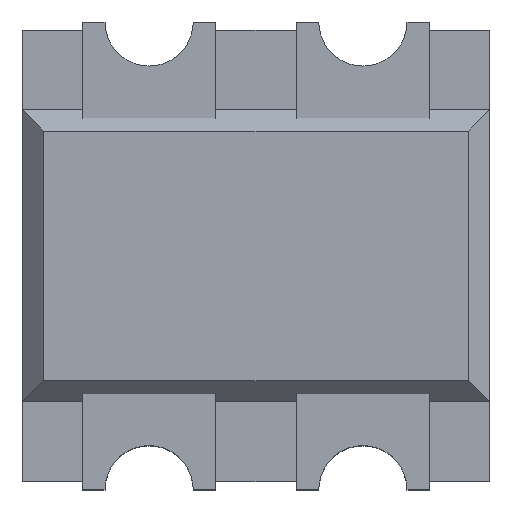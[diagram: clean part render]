
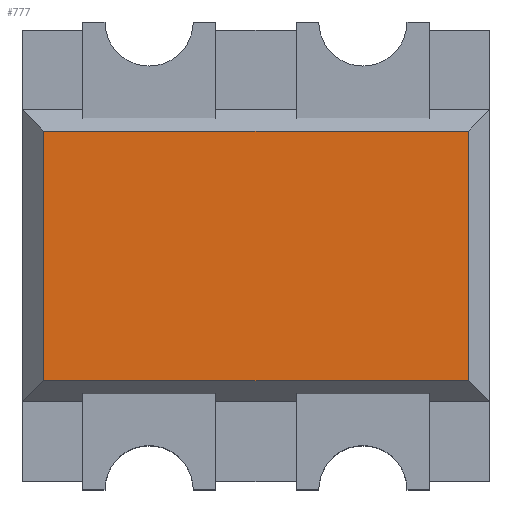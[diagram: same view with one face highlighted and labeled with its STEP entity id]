
A CAD part, top view. The second image highlights one B-rep face of the part: STEP entity #777.
In plain terms, the highlighted planar face has unit normal (0, 0, 1).
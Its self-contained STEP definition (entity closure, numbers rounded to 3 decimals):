
#777=ADVANCED_FACE('',(#1337),#1339,.T.);
#1337=FACE_BOUND('',#1338,.T.);
#1338=EDGE_LOOP('',(#1743,#1744,#1745,#1746));
#1339=PLANE('',#1340);
#1340=AXIS2_PLACEMENT_3D('',#1341,#1342,#1343);
#1341=CARTESIAN_POINT('',(0.,0.,0.75));
#1342=DIRECTION('',(0.,0.,1.));
#1343=DIRECTION('',(1.,0.,0.));
#1743=ORIENTED_EDGE('',*,*,#1949,.T.);
#1744=ORIENTED_EDGE('',*,*,#1953,.T.);
#1745=ORIENTED_EDGE('',*,*,#1956,.T.);
#1746=ORIENTED_EDGE('',*,*,#1958,.T.);
#1949=EDGE_CURVE('',#2280,#2278,#2281,.T.);
#1953=EDGE_CURVE('',#2278,#2285,#2287,.T.);
#1956=EDGE_CURVE('',#2285,#2290,#2292,.T.);
#1958=EDGE_CURVE('',#2290,#2280,#2294,.T.);
#2278=VERTEX_POINT('',#3032);
#2280=VERTEX_POINT('',#3036);
#2281=LINE('',#3037,#3038);
#2285=VERTEX_POINT('',#3047);
#2287=LINE('',#3051,#3052);
#2290=VERTEX_POINT('',#3058);
#2292=LINE('',#3062,#3063);
#2294=LINE('',#3068,#3069);
#3032=CARTESIAN_POINT('',(-0.395,0.383,0.75));
#3036=CARTESIAN_POINT('',(-0.395,1.317,0.75));
#3037=CARTESIAN_POINT('',(-0.395,1.317,0.75));
#3038=VECTOR('',#3039,1.);
#3039=DIRECTION('',(0.,-1.,0.));
#3047=CARTESIAN_POINT('',(1.195,0.383,0.75));
#3051=CARTESIAN_POINT('',(-0.395,0.383,0.75));
#3052=VECTOR('',#3053,1.);
#3053=DIRECTION('',(1.,0.,0.));
#3058=CARTESIAN_POINT('',(1.195,1.317,0.75));
#3062=CARTESIAN_POINT('',(1.195,0.383,0.75));
#3063=VECTOR('',#3064,1.);
#3064=DIRECTION('',(0.,1.,0.));
#3068=CARTESIAN_POINT('',(1.195,1.317,0.75));
#3069=VECTOR('',#3070,1.);
#3070=DIRECTION('',(-1.,0.,0.));
